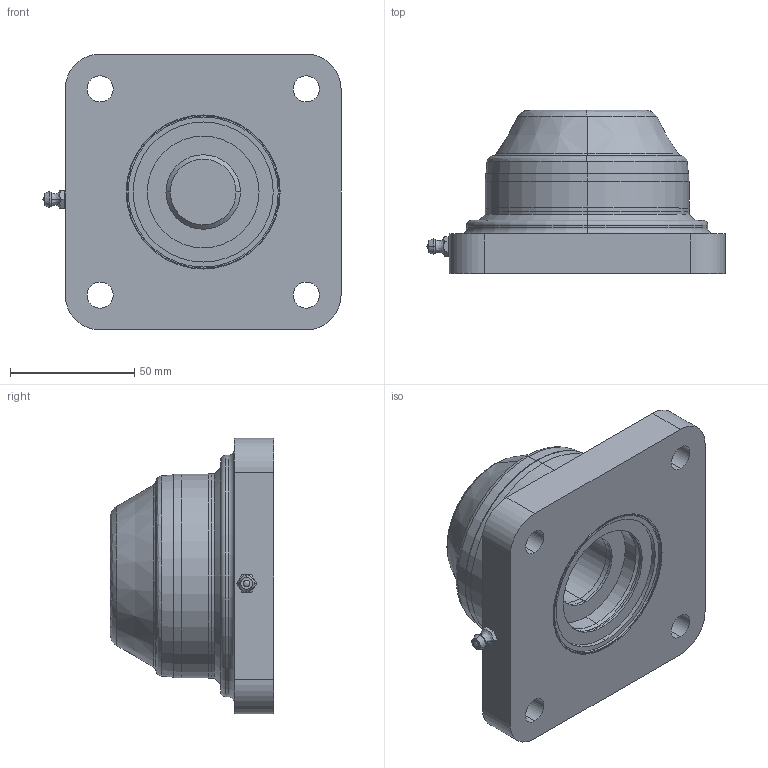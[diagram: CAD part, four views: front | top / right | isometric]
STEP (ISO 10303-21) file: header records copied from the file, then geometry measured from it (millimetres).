
FILE_DESCRIPTION (( 'STEP AP214' ), '1' );
FILE_NAME ('Rexnord-UCFS-C - SUCFS-C - HCFS-C - SHCFS-C-UCFS 206 C- 615622.STEP', '2019-09-06T09:12:18', ( '' ), ( '' ), 'SwSTEP 2.0', 'SolidWorks 2019', '' );
FILE_SCHEMA (( 'AUTOMOTIVE_DESIGN' ));
Length unit declared in the file: millimetre
Products named in the file (5): Rexnord-UCFS-C - SUCFS-C - HCFS-C - SHCFS-C-UCFS 206 C- 615622_NIPPLE; Rexnord-UCFS-C - SUCFS-C - HCFS-C - SHCFS-C-UCFS 206 C- 615622_HUB; Rexnord-UCFS-C - SUCFS-C - HCFS-C - SHCFS-C-UCFS 206 C- 615622_BEARING; Rexnord-UCFS-C - SUCFS-C - HCFS-C - SHCFS-C-UCFS 206 C- 615622_CAP_30 CLOSE; Rexnord-UCFS-C - SUCFS-C - HCFS-C - SHCFS-C-UCFS 206 C- 615622
Assembly tree (4 placements, depth 2):
  Rexnord-UCFS-C - SUCFS-C - HCFS-C - SHCFS-C-UCFS 206 C- 615622
    Rexnord-UCFS-C - SUCFS-C - HCFS-C - SHCFS-C-UCFS 206 C- 615622_HUB
    Rexnord-UCFS-C - SUCFS-C - HCFS-C - SHCFS-C-UCFS 206 C- 615622_BEARING
    Rexnord-UCFS-C - SUCFS-C - HCFS-C - SHCFS-C-UCFS 206 C- 615622_CAP_30 CLOSE
    Rexnord-UCFS-C - SUCFS-C - HCFS-C - SHCFS-C-UCFS 206 C- 615622_NIPPLE
Bounding box: 120 x 65.8 x 111 mm (x, y, z)
Volume: 273259.2 mm3; surface area: 83835.3 mm2
Topology: 5 solids, 6 shells, 212 faces, 493 edges, 314 vertices
Faces by surface type: cylinder 67, plane 60, cone 52, bspline 17, torus 16
Entity records: 8423 total; most frequent: CARTESIAN_POINT 1793, DIRECTION 1107, ORIENTED_EDGE 986, EDGE_CURVE 493, AXIS2_PLACEMENT_3D 464, VERTEX_POINT 314, CIRCLE 262, EDGE_LOOP 249
